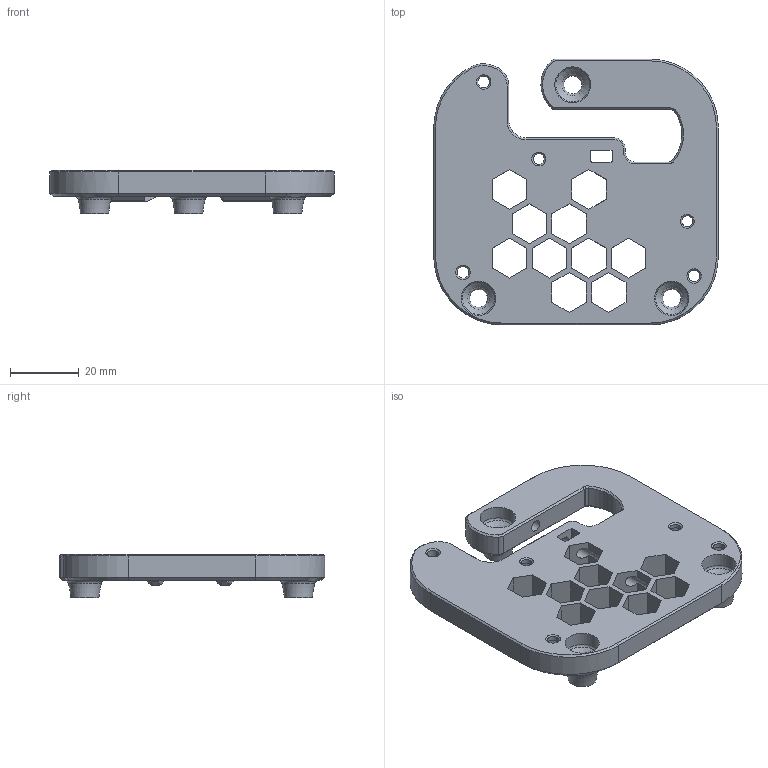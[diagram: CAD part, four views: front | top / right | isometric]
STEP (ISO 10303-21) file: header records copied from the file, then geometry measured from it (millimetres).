
FILE_DESCRIPTION(/* description */ (''),/* implementation_level */ '2;1');
FILE_NAME(/* name */ '1. Roller Carriage.step',/* time_stamp */ '2020-05-05T09:16:34-03:00',/* author */ (''),/* organization */ (''),/* preprocessor_version */ 'ST-DEVELOPER v18.1',/* originating_system */ 'Autodesk Translation Framework v9.2.0.1227',/* authorisation */ '');
FILE_SCHEMA (('AUTOMOTIVE_DESIGN { 1 0 10303 214 3 1 1 }'));
Length unit declared in the file: millimetre
Products named in the file (1): 2040 Carriage Roller
Bounding box: 82.5 x 77.06 x 12.6 mm (x, y, z)
Volume: 31630.3 mm3; surface area: 16331.1 mm2
Topology: 1 solids, 1 shells, 256 faces, 680 edges, 425 vertices
Faces by surface type: plane 150, cone 49, cylinder 39, torus 13, bspline 5
Full cylindrical faces by diameter (mm): 3.2 x2, 3.4 x6, 5.2 x3, 10 x2, 10.4 x1
Entity records: 8285 total; most frequent: CARTESIAN_POINT 1749, ORIENTED_EDGE 1352, DIRECTION 1336, EDGE_CURVE 676, LINE 480, VECTOR 480, AXIS2_PLACEMENT_3D 428, VERTEX_POINT 425
